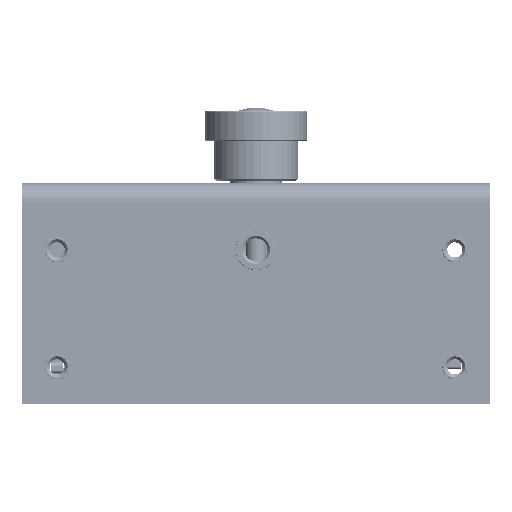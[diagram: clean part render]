
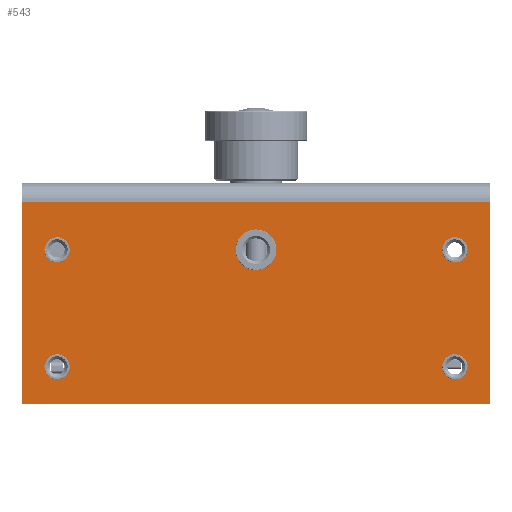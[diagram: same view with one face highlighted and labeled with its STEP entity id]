
A CAD part, front view. The second image highlights one B-rep face of the part: STEP entity #543.
In plain terms, the highlighted planar face has unit normal (0, -1, 0).
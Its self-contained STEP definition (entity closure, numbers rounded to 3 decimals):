
#521 = EDGE_CURVE ( 'NONE', #153363, #200836, #96126, .T. ) ;
#533 = EDGE_CURVE ( 'NONE', #200836, #200789, #96110, .T. ) ;
#543 = ADVANCED_FACE ( 'NONE', ( #96093, #96090, #96088, #96087, #96086, #96085 ), #96084, .F. ) ;
#545 = EDGE_LOOP ( 'NONE', ( #549, #554 ) ) ;
#549 = ORIENTED_EDGE ( 'NONE', *, *, #551, .F. ) ;
#551 = EDGE_CURVE ( 'NONE', #198366, #198358, #96179, .T. ) ;
#554 = ORIENTED_EDGE ( 'NONE', *, *, #198365, .F. ) ;
#560 = EDGE_LOOP ( 'NONE', ( #562, #616 ) ) ;
#562 = ORIENTED_EDGE ( 'NONE', *, *, #609, .F. ) ;
#586 = ORIENTED_EDGE ( 'NONE', *, *, #533, .T. ) ;
#609 = EDGE_CURVE ( 'NONE', #198454, #198449, #96210, .T. ) ;
#616 = ORIENTED_EDGE ( 'NONE', *, *, #198451, .F. ) ;
#617 = EDGE_LOOP ( 'NONE', ( #621, #630 ) ) ;
#621 = ORIENTED_EDGE ( 'NONE', *, *, #626, .F. ) ;
#626 = EDGE_CURVE ( 'NONE', #198399, #198540, #96303, .T. ) ;
#630 = ORIENTED_EDGE ( 'NONE', *, *, #198398, .F. ) ;
#632 = EDGE_LOOP ( 'NONE', ( #636, #641 ) ) ;
#636 = ORIENTED_EDGE ( 'NONE', *, *, #639, .F. ) ;
#639 = EDGE_CURVE ( 'NONE', #198487, #35130, #96272, .T. ) ;
#641 = ORIENTED_EDGE ( 'NONE', *, *, #198486, .F. ) ;
#643 = EDGE_LOOP ( 'NONE', ( #645, #705 ) ) ;
#645 = ORIENTED_EDGE ( 'NONE', *, *, #647, .F. ) ;
#647 = EDGE_CURVE ( 'NONE', #198697, #198744, #96381, .T. ) ;
#705 = ORIENTED_EDGE ( 'NONE', *, *, #198696, .F. ) ;
#707 = EDGE_LOOP ( 'NONE', ( #710, #714, #722, #586 ) ) ;
#710 = ORIENTED_EDGE ( 'NONE', *, *, #200767, .F. ) ;
#714 = ORIENTED_EDGE ( 'NONE', *, *, #720, .T. ) ;
#720 = EDGE_CURVE ( 'NONE', #200709, #153363, #96478, .T. ) ;
#722 = ORIENTED_EDGE ( 'NONE', *, *, #521, .T. ) ;
#24104 = CARTESIAN_POINT ( 'NONE',  ( -40.169, -35.367, 20.912 ) ) ;
#24106 = DIRECTION ( 'NONE',  ( 1., 0., 0. ) ) ;
#24108 = DIRECTION ( 'NONE',  ( 0., -1., 0. ) ) ;
#24110 = CARTESIAN_POINT ( 'NONE',  ( -42.869, -35.367, 20.912 ) ) ;
#24111 = AXIS2_PLACEMENT_3D ( 'NONE', #24110, #24108, #24106 ) ;
#24113 = CIRCLE ( 'NONE', #24111, 2.7 ) ;
#24119 = CARTESIAN_POINT ( 'NONE',  ( -45.569, -35.367, 20.912 ) ) ;
#24141 = CARTESIAN_POINT ( 'NONE',  ( 44.831, -35.367, -4.088 ) ) ;
#24143 = DIRECTION ( 'NONE',  ( 1., 0., 0. ) ) ;
#24145 = DIRECTION ( 'NONE',  ( 0., -1., 0. ) ) ;
#24147 = CARTESIAN_POINT ( 'NONE',  ( 42.131, -35.367, -4.088 ) ) ;
#24149 = AXIS2_PLACEMENT_3D ( 'NONE', #24147, #24145, #24143 ) ;
#24151 = CIRCLE ( 'NONE', #24149, 2.7 ) ;
#24282 = CARTESIAN_POINT ( 'NONE',  ( 44.831, -35.367, 20.912 ) ) ;
#24284 = DIRECTION ( 'NONE',  ( 1., 0., 0. ) ) ;
#24286 = DIRECTION ( 'NONE',  ( 0., -1., 0. ) ) ;
#24287 = CARTESIAN_POINT ( 'NONE',  ( 42.131, -35.367, 20.912 ) ) ;
#24288 = AXIS2_PLACEMENT_3D ( 'NONE', #24287, #24286, #24284 ) ;
#24290 = CIRCLE ( 'NONE', #24288, 2.7 ) ;
#24296 = CARTESIAN_POINT ( 'NONE',  ( 39.431, -35.367, 20.912 ) ) ;
#24456 = CARTESIAN_POINT ( 'NONE',  ( -40.169, -35.367, -4.088 ) ) ;
#24458 = DIRECTION ( 'NONE',  ( 1., 0., 0. ) ) ;
#24460 = DIRECTION ( 'NONE',  ( 0., -1., 0. ) ) ;
#24462 = CARTESIAN_POINT ( 'NONE',  ( -42.869, -35.367, -4.088 ) ) ;
#24463 = AXIS2_PLACEMENT_3D ( 'NONE', #24462, #24460, #24458 ) ;
#24465 = CIRCLE ( 'NONE', #24463, 2.7 ) ;
#24477 = CARTESIAN_POINT ( 'NONE',  ( 39.431, -35.367, -4.088 ) ) ;
#24944 = CARTESIAN_POINT ( 'NONE',  ( 4.006, -35.367, 20.912 ) ) ;
#24945 = DIRECTION ( 'NONE',  ( 1., 0., 0. ) ) ;
#24946 = DIRECTION ( 'NONE',  ( 0., -1., 0. ) ) ;
#24948 = CARTESIAN_POINT ( 'NONE',  ( -0.369, -35.367, 20.912 ) ) ;
#24949 = AXIS2_PLACEMENT_3D ( 'NONE', #24948, #24946, #24945 ) ;
#24951 = CIRCLE ( 'NONE', #24949, 4.375 ) ;
#25102 = CARTESIAN_POINT ( 'NONE',  ( -4.744, -35.367, 20.912 ) ) ;
#30504 = CARTESIAN_POINT ( 'NONE',  ( -50.369, -35.367, 31.2 ) ) ;
#30699 = DIRECTION ( 'NONE',  ( 1., 0., 0. ) ) ;
#30700 = VECTOR ( 'NONE', #30699, 1000. ) ;
#30702 = CARTESIAN_POINT ( 'NONE',  ( -50.369, -35.367, 31.2 ) ) ;
#30706 = LINE ( 'NONE', #30702, #30700 ) ;
#30821 = CARTESIAN_POINT ( 'NONE',  ( 49.631, -35.367, 31.2 ) ) ;
#30903 = CARTESIAN_POINT ( 'NONE',  ( 49.631, -35.367, -12.088 ) ) ;
#35130 = VERTEX_POINT ( 'NONE', #104087 ) ;
#96075 = DIRECTION ( 'NONE',  ( -1., 0., 0. ) ) ;
#96076 = DIRECTION ( 'NONE',  ( 0., 1., 0. ) ) ;
#96077 = CARTESIAN_POINT ( 'NONE',  ( -50.369, -35.367, -12.088 ) ) ;
#96083 = AXIS2_PLACEMENT_3D ( 'NONE', #96077, #96076, #96075 ) ;
#96084 = PLANE ( 'NONE',  #96083 ) ;
#96085 = FACE_OUTER_BOUND ( 'NONE', #707, .T. ) ;
#96086 = FACE_BOUND ( 'NONE', #643, .T. ) ;
#96087 = FACE_BOUND ( 'NONE', #632, .T. ) ;
#96088 = FACE_BOUND ( 'NONE', #617, .T. ) ;
#96090 = FACE_BOUND ( 'NONE', #560, .T. ) ;
#96093 = FACE_BOUND ( 'NONE', #545, .T. ) ;
#96105 = DIRECTION ( 'NONE',  ( 0., 0., 1. ) ) ;
#96107 = VECTOR ( 'NONE', #96105, 1000. ) ;
#96109 = CARTESIAN_POINT ( 'NONE',  ( 49.631, -35.367, -12.088 ) ) ;
#96110 = LINE ( 'NONE', #96109, #96107 ) ;
#96121 = DIRECTION ( 'NONE',  ( 1., 0., 0. ) ) ;
#96123 = VECTOR ( 'NONE', #96121, 1000. ) ;
#96124 = CARTESIAN_POINT ( 'NONE',  ( 49.631, -35.367, -12.088 ) ) ;
#96126 = LINE ( 'NONE', #96124, #96123 ) ;
#96174 = DIRECTION ( 'NONE',  ( 1., 0., 0. ) ) ;
#96176 = DIRECTION ( 'NONE',  ( 0., -1., 0. ) ) ;
#96178 = AXIS2_PLACEMENT_3D ( 'NONE', #96190, #96176, #96174 ) ;
#96179 = CIRCLE ( 'NONE', #96178, 2.7 ) ;
#96190 = CARTESIAN_POINT ( 'NONE',  ( -42.869, -35.367, 20.912 ) ) ;
#96203 = DIRECTION ( 'NONE',  ( 1., 0., 0. ) ) ;
#96205 = DIRECTION ( 'NONE',  ( 0., -1., 0. ) ) ;
#96207 = CARTESIAN_POINT ( 'NONE',  ( 42.131, -35.367, 20.912 ) ) ;
#96209 = AXIS2_PLACEMENT_3D ( 'NONE', #96207, #96205, #96203 ) ;
#96210 = CIRCLE ( 'NONE', #96209, 2.7 ) ;
#96266 = DIRECTION ( 'NONE',  ( 1., 0., 0. ) ) ;
#96268 = DIRECTION ( 'NONE',  ( 0., -1., 0. ) ) ;
#96270 = AXIS2_PLACEMENT_3D ( 'NONE', #96285, #96268, #96266 ) ;
#96272 = CIRCLE ( 'NONE', #96270, 2.7 ) ;
#96285 = CARTESIAN_POINT ( 'NONE',  ( -42.869, -35.367, -4.088 ) ) ;
#96297 = DIRECTION ( 'NONE',  ( 1., 0., 0. ) ) ;
#96298 = DIRECTION ( 'NONE',  ( 0., -1., 0. ) ) ;
#96300 = CARTESIAN_POINT ( 'NONE',  ( 42.131, -35.367, -4.088 ) ) ;
#96302 = AXIS2_PLACEMENT_3D ( 'NONE', #96300, #96298, #96297 ) ;
#96303 = CIRCLE ( 'NONE', #96302, 2.7 ) ;
#96376 = DIRECTION ( 'NONE',  ( 1., 0., 0. ) ) ;
#96378 = DIRECTION ( 'NONE',  ( 0., -1., 0. ) ) ;
#96379 = CARTESIAN_POINT ( 'NONE',  ( -0.369, -35.367, 20.912 ) ) ;
#96380 = AXIS2_PLACEMENT_3D ( 'NONE', #96379, #96378, #96376 ) ;
#96381 = CIRCLE ( 'NONE', #96380, 4.375 ) ;
#96472 = DIRECTION ( 'NONE',  ( 0., 0., -1. ) ) ;
#96473 = VECTOR ( 'NONE', #96472, 1000. ) ;
#96476 = CARTESIAN_POINT ( 'NONE',  ( -50.369, -35.367, -12.088 ) ) ;
#96478 = LINE ( 'NONE', #96476, #96473 ) ;
#104087 = CARTESIAN_POINT ( 'NONE',  ( -45.569, -35.367, -4.088 ) ) ;
#153363 = VERTEX_POINT ( 'NONE', #202931 ) ;
#198358 = VERTEX_POINT ( 'NONE', #24119 ) ;
#198365 = EDGE_CURVE ( 'NONE', #198358, #198366, #24113, .T. ) ;
#198366 = VERTEX_POINT ( 'NONE', #24104 ) ;
#198398 = EDGE_CURVE ( 'NONE', #198540, #198399, #24151, .T. ) ;
#198399 = VERTEX_POINT ( 'NONE', #24141 ) ;
#198449 = VERTEX_POINT ( 'NONE', #24296 ) ;
#198451 = EDGE_CURVE ( 'NONE', #198449, #198454, #24290, .T. ) ;
#198454 = VERTEX_POINT ( 'NONE', #24282 ) ;
#198486 = EDGE_CURVE ( 'NONE', #35130, #198487, #24465, .T. ) ;
#198487 = VERTEX_POINT ( 'NONE', #24456 ) ;
#198540 = VERTEX_POINT ( 'NONE', #24477 ) ;
#198696 = EDGE_CURVE ( 'NONE', #198744, #198697, #24951, .T. ) ;
#198697 = VERTEX_POINT ( 'NONE', #24944 ) ;
#198744 = VERTEX_POINT ( 'NONE', #25102 ) ;
#200709 = VERTEX_POINT ( 'NONE', #30504 ) ;
#200767 = EDGE_CURVE ( 'NONE', #200709, #200789, #30706, .T. ) ;
#200789 = VERTEX_POINT ( 'NONE', #30821 ) ;
#200836 = VERTEX_POINT ( 'NONE', #30903 ) ;
#202931 = CARTESIAN_POINT ( 'NONE',  ( -50.369, -35.367, -12.088 ) ) ;
